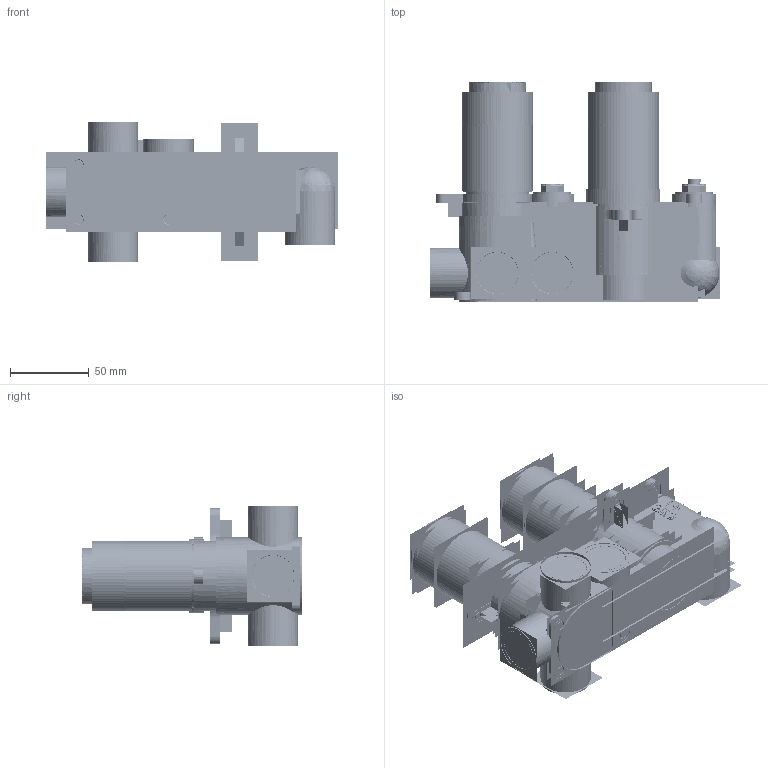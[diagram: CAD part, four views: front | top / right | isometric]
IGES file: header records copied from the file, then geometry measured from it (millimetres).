
Start section:  PTC IGES file: WLBP2500RC+.igs
Global section: file name: WLBP2500RC+.igs; native system: Pro/ENGINEER by Parametric Technology Corporation; preprocessor: 2009360; author: user152; organization: Unknown; date: 20200321.091652; units: millimetre
Bounding box: 185.13 x 139.45 x 88.4 mm (x, y, z)
Volume: 335706.5 mm3; surface area: 1653271.5 mm2
Topology: 47 solids, 83 shells, 5526 faces, 28478 edges, 36258 vertices
Faces by surface type: bspline 2764, revolution 2762
